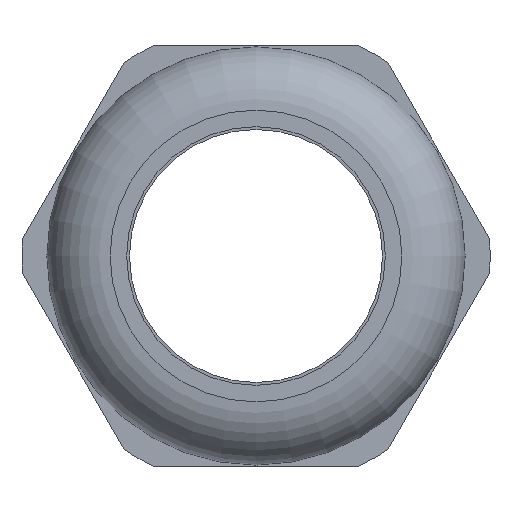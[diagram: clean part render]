
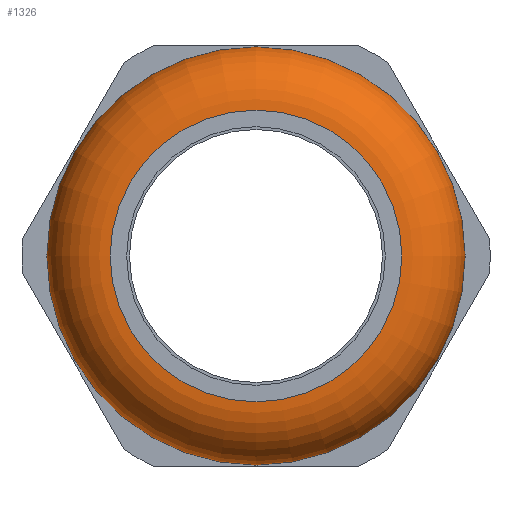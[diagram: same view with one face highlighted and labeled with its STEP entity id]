
A CAD part, left-side view. The second image highlights one B-rep face of the part: STEP entity #1326.
In plain terms, the highlighted toroidal (fillet/blend) face has major radius 10.375 mm and minor radius 4.5 mm.
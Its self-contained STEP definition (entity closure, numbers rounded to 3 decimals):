
#10 = ORIENTED_EDGE ( 'NONE', *, *, #609, .F. ) ;
#49 = CIRCLE ( 'NONE', #1082, 14.875 ) ;
#142 = CARTESIAN_POINT ( 'NONE',  ( -15.5, 0., 0. ) ) ;
#149 = DIRECTION ( 'NONE',  ( 0., 0., 1. ) ) ;
#288 = DIRECTION ( 'NONE',  ( -1., 0., 0. ) ) ;
#349 = VERTEX_POINT ( 'NONE', #1673 ) ;
#378 = DIRECTION ( 'NONE',  ( 0., 0., 1. ) ) ;
#395 = DIRECTION ( 'NONE',  ( -1., 0., 0. ) ) ;
#398 = AXIS2_PLACEMENT_3D ( 'NONE', #438, #395, #149 ) ;
#416 = FACE_OUTER_BOUND ( 'NONE', #670, .T. ) ;
#438 = CARTESIAN_POINT ( 'NONE',  ( -15.5, 0., 0. ) ) ;
#529 = CARTESIAN_POINT ( 'NONE',  ( -20., 0., 0. ) ) ;
#579 = CIRCLE ( 'NONE', #979, 10.375 ) ;
#609 = EDGE_CURVE ( 'NONE', #349, #349, #579, .T. ) ;
#670 = EDGE_LOOP ( 'NONE', ( #10 ) ) ;
#678 = ORIENTED_EDGE ( 'NONE', *, *, #1391, .T. ) ;
#721 = DIRECTION ( 'NONE',  ( 0., 0., 1. ) ) ;
#796 = VERTEX_POINT ( 'NONE', #1527 ) ;
#854 = FACE_OUTER_BOUND ( 'NONE', #1533, .T. ) ;
#864 = TOROIDAL_SURFACE ( 'NONE', #398, 10.375, 4.5 ) ;
#979 = AXIS2_PLACEMENT_3D ( 'NONE', #529, #1267, #378 ) ;
#1082 = AXIS2_PLACEMENT_3D ( 'NONE', #142, #288, #721 ) ;
#1267 = DIRECTION ( 'NONE',  ( -1., 0., 0. ) ) ;
#1326 = ADVANCED_FACE ( 'NONE', ( #416, #854 ), #864, .T. ) ;
#1391 = EDGE_CURVE ( 'NONE', #796, #796, #49, .T. ) ;
#1527 = CARTESIAN_POINT ( 'NONE',  ( -15.5, 0., 14.875 ) ) ;
#1533 = EDGE_LOOP ( 'NONE', ( #678 ) ) ;
#1673 = CARTESIAN_POINT ( 'NONE',  ( -20., 0., 10.375 ) ) ;
